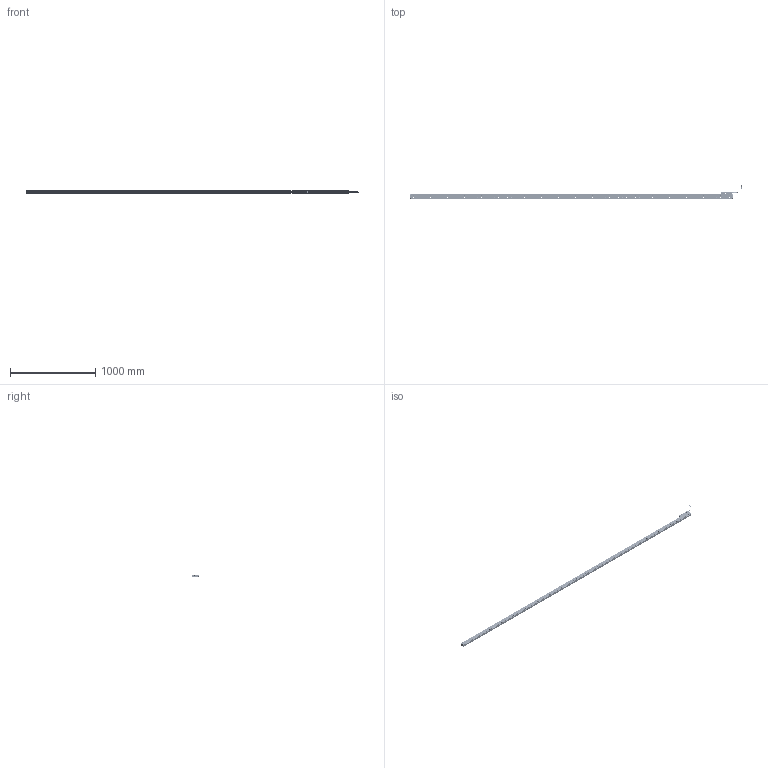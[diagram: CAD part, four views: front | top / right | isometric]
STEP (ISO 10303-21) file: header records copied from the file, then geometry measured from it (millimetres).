
FILE_DESCRIPTION(('CATIA V5 STEP'),'2;1');
FILE_NAME('SR67A-364-L.stp','2013-12-03T04:41:42+00:00',('none'),('none'),'CATIA Version 5 Release 19 SP 6 (IN-10)','CATIA V5 STEP AP214','none');
FILE_SCHEMA(('AUTOMOTIVE_DESIGN { 1 0 10303 214 1 1 1 1 }'));
Products named in the file (1): SR67A-364-L
Bounding box: 3889.31 x 153.8 x 31.5 mm (x, y, z)
Volume: 4890216.2 mm3; surface area: 770691.3 mm2
Topology: 1 solids, 345 shells, 8655 faces, 23210 edges, 15447 vertices
Faces by surface type: plane 3773, cylinder 3518, cone 920, torus 357, sphere 43, bspline 33, extrusion 11
Entity records: 259558 total; most frequent: CARTESIAN_POINT 54722, ORIENTED_EDGE 46028, DIRECTION 34432, EDGE_CURVE 23014, AXIS2_PLACEMENT_3D 16441, VERTEX_POINT 15443, VECTOR 11665, LINE 11654
